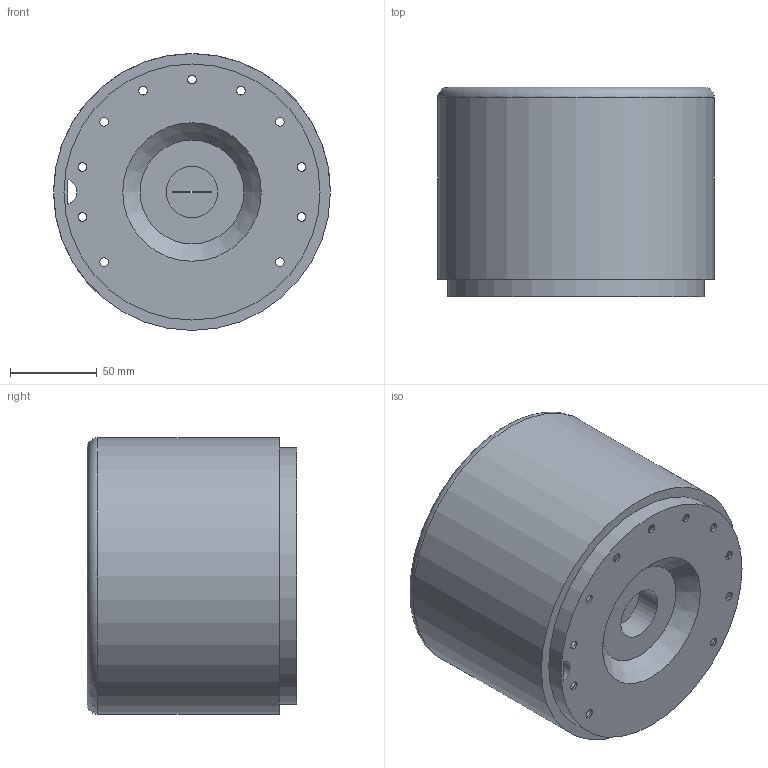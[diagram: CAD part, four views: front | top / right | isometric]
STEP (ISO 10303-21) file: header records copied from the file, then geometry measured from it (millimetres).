
FILE_DESCRIPTION(/* description */ (''),/* implementation_level */ '2;1');
FILE_NAME(/* name */ 'MainBody.step',/* time_stamp */ '2023-09-26T08:49:57+02:00',/* author */ (''),/* organization */ (''),/* preprocessor_version */ 'ST-DEVELOPER v20',/* originating_system */ 'Autodesk Translation Framework v12.9.0.99',/* authorisation */ '');
FILE_SCHEMA (('AUTOMOTIVE_DESIGN { 1 0 10303 214 3 1 1 }'));
Length unit declared in the file: millimetre
Products named in the file (1): Soill_Sensor
Bounding box: 160 x 121 x 160 mm (x, y, z)
Volume: 433293.4 mm3; surface area: 163690 mm2
Topology: 1 solids, 1 shells, 36 faces, 89 edges, 58 vertices
Faces by surface type: cylinder 20, plane 13, cone 2, torus 1
Full cylindrical faces by diameter (mm): 5 x11, 30 x1, 148 x1, 160 x1
Entity records: 1189 total; most frequent: DIRECTION 216, CARTESIAN_POINT 184, ORIENTED_EDGE 178, AXIS2_PLACEMENT_3D 90, EDGE_CURVE 89, EDGE_LOOP 65, VERTEX_POINT 58, CIRCLE 53
